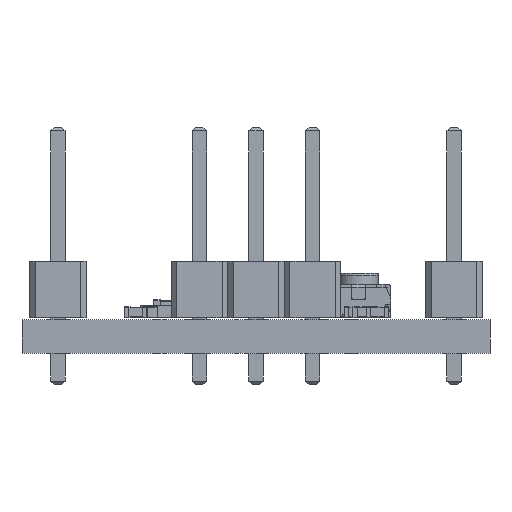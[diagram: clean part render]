
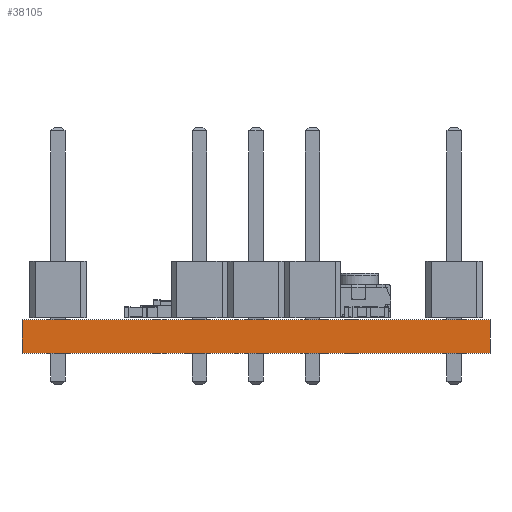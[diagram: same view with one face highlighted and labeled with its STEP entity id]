
A CAD part, front view. The second image highlights one B-rep face of the part: STEP entity #38105.
In plain terms, the highlighted planar face has unit normal (0, -1, 0).
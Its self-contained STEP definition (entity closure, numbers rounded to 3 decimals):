
#38105 = ADVANCED_FACE('',(#38106),#38140,.T.);
#38106 = FACE_BOUND('',#38107,.T.);
#38107 = EDGE_LOOP('',(#38108,#38118,#38126,#38134));
#38108 = ORIENTED_EDGE('',*,*,#38109,.T.);
#38109 = EDGE_CURVE('',#38110,#38112,#38114,.T.);
#38110 = VERTEX_POINT('',#38111);
#38111 = CARTESIAN_POINT('',(154.2,-111.7,0.));
#38112 = VERTEX_POINT('',#38113);
#38113 = CARTESIAN_POINT('',(154.2,-111.7,1.51));
#38114 = LINE('',#38115,#38116);
#38115 = CARTESIAN_POINT('',(154.2,-111.7,0.));
#38116 = VECTOR('',#38117,1.);
#38117 = DIRECTION('',(0.,0.,1.));
#38118 = ORIENTED_EDGE('',*,*,#38119,.T.);
#38119 = EDGE_CURVE('',#38112,#38120,#38122,.T.);
#38120 = VERTEX_POINT('',#38121);
#38121 = CARTESIAN_POINT('',(133.2,-111.7,1.51));
#38122 = LINE('',#38123,#38124);
#38123 = CARTESIAN_POINT('',(154.2,-111.7,1.51));
#38124 = VECTOR('',#38125,1.);
#38125 = DIRECTION('',(-1.,0.,0.));
#38126 = ORIENTED_EDGE('',*,*,#38127,.F.);
#38127 = EDGE_CURVE('',#38128,#38120,#38130,.T.);
#38128 = VERTEX_POINT('',#38129);
#38129 = CARTESIAN_POINT('',(133.2,-111.7,0.));
#38130 = LINE('',#38131,#38132);
#38131 = CARTESIAN_POINT('',(133.2,-111.7,0.));
#38132 = VECTOR('',#38133,1.);
#38133 = DIRECTION('',(0.,0.,1.));
#38134 = ORIENTED_EDGE('',*,*,#38135,.F.);
#38135 = EDGE_CURVE('',#38110,#38128,#38136,.T.);
#38136 = LINE('',#38137,#38138);
#38137 = CARTESIAN_POINT('',(154.2,-111.7,0.));
#38138 = VECTOR('',#38139,1.);
#38139 = DIRECTION('',(-1.,0.,0.));
#38140 = PLANE('',#38141);
#38141 = AXIS2_PLACEMENT_3D('',#38142,#38143,#38144);
#38142 = CARTESIAN_POINT('',(154.2,-111.7,0.));
#38143 = DIRECTION('',(0.,-1.,0.));
#38144 = DIRECTION('',(-1.,0.,0.));
